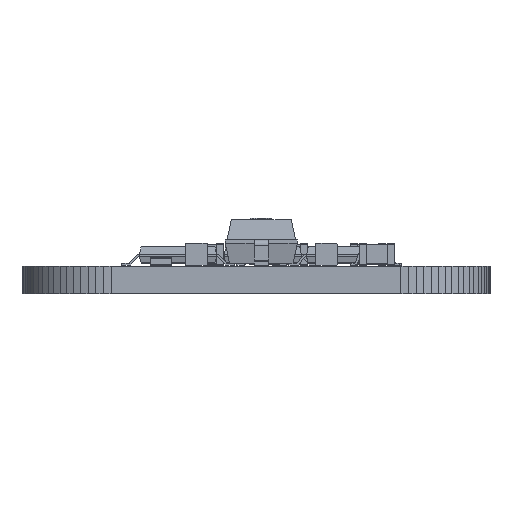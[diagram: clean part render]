
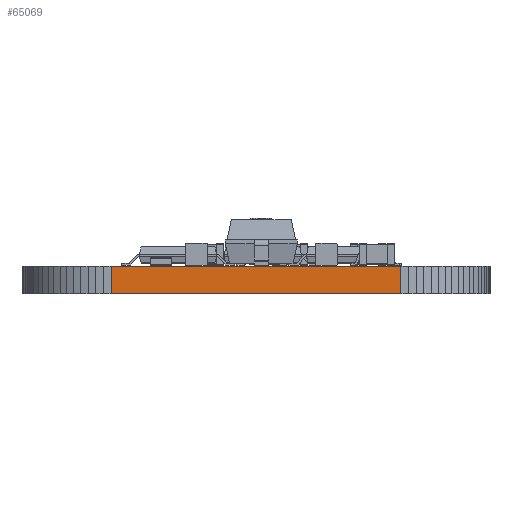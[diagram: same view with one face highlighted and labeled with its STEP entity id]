
A CAD part, front view. The second image highlights one B-rep face of the part: STEP entity #65069.
In plain terms, the highlighted planar face has unit normal (0, -1, 0).
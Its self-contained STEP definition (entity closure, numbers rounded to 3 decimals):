
#57188 = PLANE('',#57189);
#57189 = AXIS2_PLACEMENT_3D('',#57190,#57191,#57192);
#57190 = CARTESIAN_POINT('',(11.381,-19.05,1.58));
#57191 = DIRECTION('',(-0.,-0.,-1.));
#57192 = DIRECTION('',(-1.,0.,0.));
#57242 = PLANE('',#57243);
#57243 = AXIS2_PLACEMENT_3D('',#57244,#57245,#57246);
#57244 = CARTESIAN_POINT('',(11.381,-19.05,0.));
#57245 = DIRECTION('',(-0.,-0.,-1.));
#57246 = DIRECTION('',(-1.,0.,0.));
#58331 = VERTEX_POINT('',#58332);
#58332 = CARTESIAN_POINT('',(19.636,-43.815,0.));
#58346 = PLANE('',#58347);
#58347 = AXIS2_PLACEMENT_3D('',#58348,#58349,#58350);
#58348 = CARTESIAN_POINT('',(20.079,-43.796,0.));
#58349 = DIRECTION('',(0.044,-0.999,0.));
#58350 = DIRECTION('',(-0.999,-0.044,0.));
#58358 = EDGE_CURVE('',#58331,#58359,#58361,.T.);
#58359 = VERTEX_POINT('',#58360);
#58360 = CARTESIAN_POINT('',(3.126,-43.815,0.));
#58361 = SURFACE_CURVE('',#58362,(#58366,#58373),.PCURVE_S1.);
#58362 = LINE('',#58363,#58364);
#58363 = CARTESIAN_POINT('',(19.636,-43.815,0.));
#58364 = VECTOR('',#58365,1.);
#58365 = DIRECTION('',(-1.,0.,0.));
#58366 = PCURVE('',#57242,#58367);
#58367 = DEFINITIONAL_REPRESENTATION('',(#58368),#58372);
#58368 = LINE('',#58369,#58370);
#58369 = CARTESIAN_POINT('',(-8.255,-24.765));
#58370 = VECTOR('',#58371,1.);
#58371 = DIRECTION('',(1.,0.));
#58372 = ( GEOMETRIC_REPRESENTATION_CONTEXT(2) 
PARAMETRIC_REPRESENTATION_CONTEXT() REPRESENTATION_CONTEXT('2D SPACE',''
  ) );
#58373 = PCURVE('',#58374,#58379);
#58374 = PLANE('',#58375);
#58375 = AXIS2_PLACEMENT_3D('',#58376,#58377,#58378);
#58376 = CARTESIAN_POINT('',(19.636,-43.815,0.));
#58377 = DIRECTION('',(0.,-1.,0.));
#58378 = DIRECTION('',(-1.,0.,0.));
#58379 = DEFINITIONAL_REPRESENTATION('',(#58380),#58384);
#58380 = LINE('',#58381,#58382);
#58381 = CARTESIAN_POINT('',(0.,-0.));
#58382 = VECTOR('',#58383,1.);
#58383 = DIRECTION('',(1.,0.));
#58384 = ( GEOMETRIC_REPRESENTATION_CONTEXT(2) 
PARAMETRIC_REPRESENTATION_CONTEXT() REPRESENTATION_CONTEXT('2D SPACE',''
  ) );
#58402 = PLANE('',#58403);
#58403 = AXIS2_PLACEMENT_3D('',#58404,#58405,#58406);
#58404 = CARTESIAN_POINT('',(3.126,-43.815,0.));
#58405 = DIRECTION('',(-0.044,-0.999,0.));
#58406 = DIRECTION('',(-0.999,0.044,0.));
#61329 = VERTEX_POINT('',#61330);
#61330 = CARTESIAN_POINT('',(19.636,-43.815,1.58));
#61351 = EDGE_CURVE('',#61329,#61352,#61354,.T.);
#61352 = VERTEX_POINT('',#61353);
#61353 = CARTESIAN_POINT('',(3.126,-43.815,1.58));
#61354 = SURFACE_CURVE('',#61355,(#61359,#61366),.PCURVE_S1.);
#61355 = LINE('',#61356,#61357);
#61356 = CARTESIAN_POINT('',(19.636,-43.815,1.58));
#61357 = VECTOR('',#61358,1.);
#61358 = DIRECTION('',(-1.,0.,0.));
#61359 = PCURVE('',#57188,#61360);
#61360 = DEFINITIONAL_REPRESENTATION('',(#61361),#61365);
#61361 = LINE('',#61362,#61363);
#61362 = CARTESIAN_POINT('',(-8.255,-24.765));
#61363 = VECTOR('',#61364,1.);
#61364 = DIRECTION('',(1.,0.));
#61365 = ( GEOMETRIC_REPRESENTATION_CONTEXT(2) 
PARAMETRIC_REPRESENTATION_CONTEXT() REPRESENTATION_CONTEXT('2D SPACE',''
  ) );
#61366 = PCURVE('',#58374,#61367);
#61367 = DEFINITIONAL_REPRESENTATION('',(#61368),#61372);
#61368 = LINE('',#61369,#61370);
#61369 = CARTESIAN_POINT('',(0.,-1.58));
#61370 = VECTOR('',#61371,1.);
#61371 = DIRECTION('',(1.,0.));
#61372 = ( GEOMETRIC_REPRESENTATION_CONTEXT(2) 
PARAMETRIC_REPRESENTATION_CONTEXT() REPRESENTATION_CONTEXT('2D SPACE',''
  ) );
#65021 = EDGE_CURVE('',#58331,#61329,#65022,.T.);
#65022 = SURFACE_CURVE('',#65023,(#65027,#65034),.PCURVE_S1.);
#65023 = LINE('',#65024,#65025);
#65024 = CARTESIAN_POINT('',(19.636,-43.815,0.));
#65025 = VECTOR('',#65026,1.);
#65026 = DIRECTION('',(0.,0.,1.));
#65027 = PCURVE('',#58346,#65028);
#65028 = DEFINITIONAL_REPRESENTATION('',(#65029),#65033);
#65029 = LINE('',#65030,#65031);
#65030 = CARTESIAN_POINT('',(0.443,0.));
#65031 = VECTOR('',#65032,1.);
#65032 = DIRECTION('',(0.,-1.));
#65033 = ( GEOMETRIC_REPRESENTATION_CONTEXT(2) 
PARAMETRIC_REPRESENTATION_CONTEXT() REPRESENTATION_CONTEXT('2D SPACE',''
  ) );
#65034 = PCURVE('',#58374,#65035);
#65035 = DEFINITIONAL_REPRESENTATION('',(#65036),#65040);
#65036 = LINE('',#65037,#65038);
#65037 = CARTESIAN_POINT('',(0.,-0.));
#65038 = VECTOR('',#65039,1.);
#65039 = DIRECTION('',(0.,-1.));
#65040 = ( GEOMETRIC_REPRESENTATION_CONTEXT(2) 
PARAMETRIC_REPRESENTATION_CONTEXT() REPRESENTATION_CONTEXT('2D SPACE',''
  ) );
#65069 = ADVANCED_FACE('',(#65070),#58374,.T.);
#65070 = FACE_BOUND('',#65071,.T.);
#65071 = EDGE_LOOP('',(#65072,#65073,#65074,#65095));
#65072 = ORIENTED_EDGE('',*,*,#65021,.T.);
#65073 = ORIENTED_EDGE('',*,*,#61351,.T.);
#65074 = ORIENTED_EDGE('',*,*,#65075,.F.);
#65075 = EDGE_CURVE('',#58359,#61352,#65076,.T.);
#65076 = SURFACE_CURVE('',#65077,(#65081,#65088),.PCURVE_S1.);
#65077 = LINE('',#65078,#65079);
#65078 = CARTESIAN_POINT('',(3.126,-43.815,0.));
#65079 = VECTOR('',#65080,1.);
#65080 = DIRECTION('',(0.,0.,1.));
#65081 = PCURVE('',#58374,#65082);
#65082 = DEFINITIONAL_REPRESENTATION('',(#65083),#65087);
#65083 = LINE('',#65084,#65085);
#65084 = CARTESIAN_POINT('',(16.51,0.));
#65085 = VECTOR('',#65086,1.);
#65086 = DIRECTION('',(0.,-1.));
#65087 = ( GEOMETRIC_REPRESENTATION_CONTEXT(2) 
PARAMETRIC_REPRESENTATION_CONTEXT() REPRESENTATION_CONTEXT('2D SPACE',''
  ) );
#65088 = PCURVE('',#58402,#65089);
#65089 = DEFINITIONAL_REPRESENTATION('',(#65090),#65094);
#65090 = LINE('',#65091,#65092);
#65091 = CARTESIAN_POINT('',(0.,0.));
#65092 = VECTOR('',#65093,1.);
#65093 = DIRECTION('',(0.,-1.));
#65094 = ( GEOMETRIC_REPRESENTATION_CONTEXT(2) 
PARAMETRIC_REPRESENTATION_CONTEXT() REPRESENTATION_CONTEXT('2D SPACE',''
  ) );
#65095 = ORIENTED_EDGE('',*,*,#58358,.F.);
